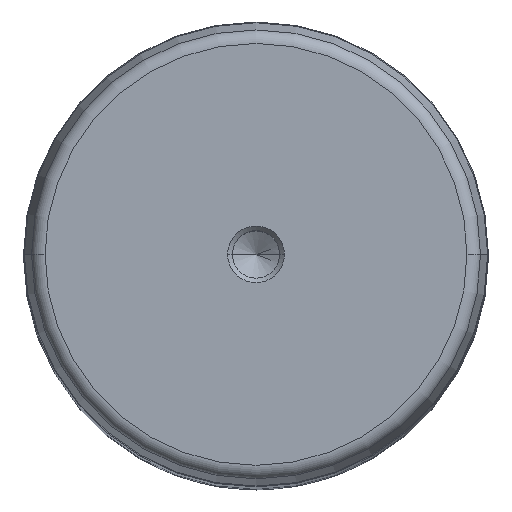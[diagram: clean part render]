
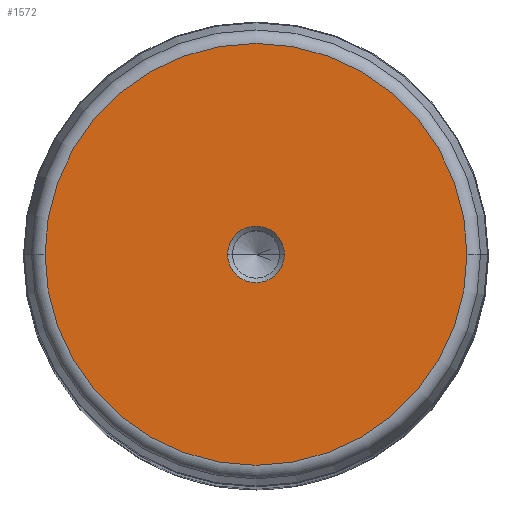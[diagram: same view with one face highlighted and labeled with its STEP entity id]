
A CAD part, top view. The second image highlights one B-rep face of the part: STEP entity #1572.
In plain terms, the highlighted planar face has unit normal (0, 0, 1).
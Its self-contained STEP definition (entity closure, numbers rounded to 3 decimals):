
#207 = CARTESIAN_POINT ( 'NONE',  ( 0., 0., 400. ) ) ;
#267 = ORIENTED_EDGE ( 'NONE', *, *, #1197, .T. ) ;
#486 = CARTESIAN_POINT ( 'NONE',  ( 0., 0., 400. ) ) ;
#756 = DIRECTION ( 'NONE',  ( 0., 0., 1. ) ) ;
#772 = DIRECTION ( 'NONE',  ( 0., 0., -1. ) ) ;
#782 = CARTESIAN_POINT ( 'NONE',  ( 0., 0., 400. ) ) ;
#836 = ORIENTED_EDGE ( 'NONE', *, *, #1764, .T. ) ;
#852 = CARTESIAN_POINT ( 'NONE',  ( 45.379, 0., 400. ) ) ;
#873 = CARTESIAN_POINT ( 'NONE',  ( -6.1, 0., 400. ) ) ;
#975 = VERTEX_POINT ( 'NONE', #2692 ) ;
#1137 = DIRECTION ( 'NONE',  ( 0., 0., -1. ) ) ;
#1197 = EDGE_CURVE ( 'NONE', #975, #3626, #2438, .T. ) ;
#1320 = ORIENTED_EDGE ( 'NONE', *, *, #2458, .F. ) ;
#1362 = DIRECTION ( 'NONE',  ( 1., 0., 0. ) ) ;
#1570 = CARTESIAN_POINT ( 'NONE',  ( 0., 0., 400. ) ) ;
#1572 = ADVANCED_FACE ( 'NONE', ( #1745, #1702 ), #3102, .T. ) ;
#1702 = FACE_OUTER_BOUND ( 'NONE', #1885, .T. ) ;
#1745 = FACE_BOUND ( 'NONE', #2587, .T. ) ;
#1764 = EDGE_CURVE ( 'NONE', #3626, #975, #1837, .T. ) ;
#1837 = CIRCLE ( 'NONE', #2564, 6.1 ) ;
#1885 = EDGE_LOOP ( 'NONE', ( #1320, #3309 ) ) ;
#2051 = AXIS2_PLACEMENT_3D ( 'NONE', #1570, #2423, #3585 ) ;
#2357 = AXIS2_PLACEMENT_3D ( 'NONE', #207, #772, #3319 ) ;
#2423 = DIRECTION ( 'NONE',  ( 0., 0., -1. ) ) ;
#2438 = CIRCLE ( 'NONE', #3244, 6.1 ) ;
#2458 = EDGE_CURVE ( 'NONE', #3044, #3595, #3156, .T. ) ;
#2507 = AXIS2_PLACEMENT_3D ( 'NONE', #486, #756, #1362 ) ;
#2564 = AXIS2_PLACEMENT_3D ( 'NONE', #3690, #1137, #3698 ) ;
#2587 = EDGE_LOOP ( 'NONE', ( #267, #836 ) ) ;
#2692 = CARTESIAN_POINT ( 'NONE',  ( 6.1, 0., 400. ) ) ;
#3044 = VERTEX_POINT ( 'NONE', #3590 ) ;
#3102 = PLANE ( 'NONE',  #2507 ) ;
#3105 = DIRECTION ( 'NONE',  ( 1., 0., 0. ) ) ;
#3156 = CIRCLE ( 'NONE', #2051, 45.379 ) ;
#3204 = EDGE_CURVE ( 'NONE', #3595, #3044, #3664, .T. ) ;
#3244 = AXIS2_PLACEMENT_3D ( 'NONE', #782, #3386, #3105 ) ;
#3309 = ORIENTED_EDGE ( 'NONE', *, *, #3204, .F. ) ;
#3319 = DIRECTION ( 'NONE',  ( -1., 0., 0. ) ) ;
#3386 = DIRECTION ( 'NONE',  ( 0., 0., -1. ) ) ;
#3585 = DIRECTION ( 'NONE',  ( -1., 0., 0. ) ) ;
#3590 = CARTESIAN_POINT ( 'NONE',  ( -45.379, 0., 400. ) ) ;
#3595 = VERTEX_POINT ( 'NONE', #852 ) ;
#3626 = VERTEX_POINT ( 'NONE', #873 ) ;
#3664 = CIRCLE ( 'NONE', #2357, 45.379 ) ;
#3690 = CARTESIAN_POINT ( 'NONE',  ( 0., 0., 400. ) ) ;
#3698 = DIRECTION ( 'NONE',  ( 1., 0., 0. ) ) ;
